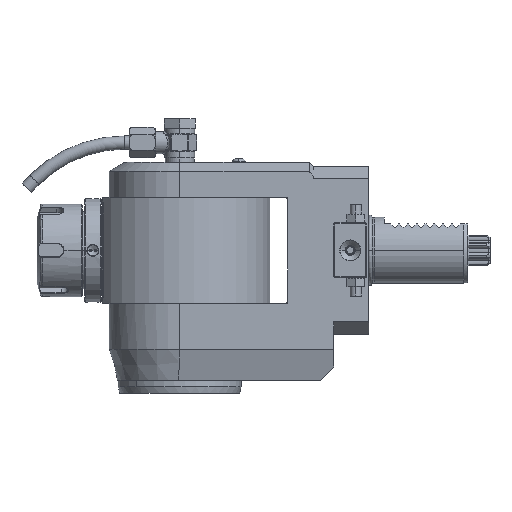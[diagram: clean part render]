
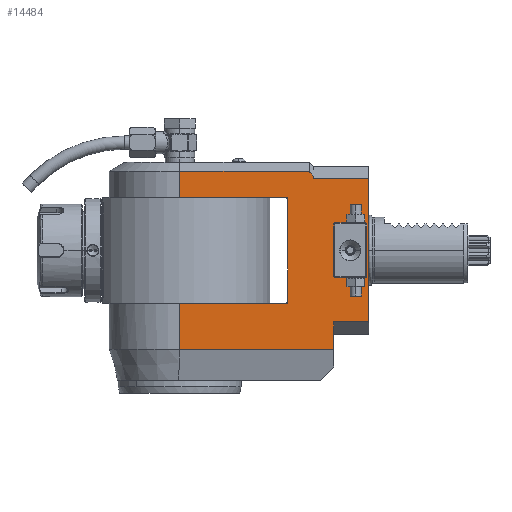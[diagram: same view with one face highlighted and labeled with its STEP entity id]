
A CAD part, left-side view. The second image highlights one B-rep face of the part: STEP entity #14484.
In plain terms, the highlighted planar face has unit normal (-1, 0, 0).
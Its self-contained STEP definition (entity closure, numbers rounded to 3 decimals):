
#161=DIRECTION('',(0.,1.,0.));
#162=VECTOR('',#161,0.433);
#163=CARTESIAN_POINT('',(-32.,-59.433,35.459));
#164=LINE('',#163,#162);
#165=DIRECTION('',(0.,0.655,0.756));
#166=VECTOR('',#165,2.394);
#167=CARTESIAN_POINT('',(-32.,-61.,33.649));
#168=LINE('',#167,#166);
#169=DIRECTION('',(0.,-1.,0.));
#170=VECTOR('',#169,25.);
#171=CARTESIAN_POINT('',(-32.,-61.,32.515));
#172=LINE('',#171,#170);
#173=DIRECTION('',(0.,-1.,0.));
#174=VECTOR('',#173,16.);
#175=CARTESIAN_POINT('',(-32.,-70.,-32.515));
#176=LINE('',#175,#174);
#177=DIRECTION('',(0.,1.,0.));
#178=VECTOR('',#177,23.368);
#179=CARTESIAN_POINT('',(-32.,-49.,24.));
#180=LINE('',#179,#178);
#181=DIRECTION('',(0.,0.,1.));
#182=VECTOR('',#181,24.);
#183=CARTESIAN_POINT('',(-32.,-85.,-12.));
#184=LINE('',#183,#182);
#185=DIRECTION('',(0.,-0.707,-0.707));
#186=VECTOR('',#185,0.707);
#187=CARTESIAN_POINT('',(-32.,-84.5,12.5));
#188=LINE('',#187,#186);
#189=DIRECTION('',(0.,1.,0.));
#190=VECTOR('',#189,14.);
#191=CARTESIAN_POINT('',(-32.,-84.5,12.5));
#192=LINE('',#191,#190);
#193=DIRECTION('',(0.,-0.707,0.707));
#194=VECTOR('',#193,0.707);
#195=CARTESIAN_POINT('',(-32.,-70.,12.));
#196=LINE('',#195,#194);
#197=DIRECTION('',(0.,0.,-1.));
#198=VECTOR('',#197,24.);
#199=CARTESIAN_POINT('',(-32.,-70.,12.));
#200=LINE('',#199,#198);
#201=DIRECTION('',(0.,0.707,0.707));
#202=VECTOR('',#201,0.707);
#203=CARTESIAN_POINT('',(-32.,-70.5,-12.5));
#204=LINE('',#203,#202);
#205=DIRECTION('',(0.,-1.,0.));
#206=VECTOR('',#205,14.);
#207=CARTESIAN_POINT('',(-32.,-70.5,-12.5));
#208=LINE('',#207,#206);
#209=DIRECTION('',(0.,0.707,-0.707));
#210=VECTOR('',#209,0.707);
#211=CARTESIAN_POINT('',(-32.,-85.,-12.));
#212=LINE('',#211,#210);
#217=DIRECTION('',(0.,0.,-1.));
#218=VECTOR('',#217,11.959);
#219=CARTESIAN_POINT('',(-32.,0.,35.959));
#220=LINE('',#219,#218);
#286=DIRECTION('',(0.,1.,0.));
#287=VECTOR('',#286,59.);
#288=CARTESIAN_POINT('',(-32.,-59.,35.959));
#289=LINE('',#288,#287);
#310=DIRECTION('',(0.,0.,1.));
#311=VECTOR('',#310,0.5);
#312=CARTESIAN_POINT('',(-32.,-59.,35.459));
#313=LINE('',#312,#311);
#350=DIRECTION('',(0.,0.,-1.));
#351=VECTOR('',#350,65.03);
#352=CARTESIAN_POINT('',(-32.,-86.,32.515));
#353=LINE('',#352,#351);
#534=DIRECTION('',(0.,0.,1.));
#535=VECTOR('',#534,1.134);
#536=CARTESIAN_POINT('',(-32.,-61.,32.515));
#537=LINE('',#536,#535);
#570=DIRECTION('',(0.,0.,1.));
#571=VECTOR('',#570,12.485);
#572=CARTESIAN_POINT('',(-32.,-70.,-45.));
#573=LINE('',#572,#571);
#590=DIRECTION('',(0.,-1.,0.));
#591=VECTOR('',#590,70.);
#592=CARTESIAN_POINT('',(-32.,0.,
-45.));
#593=LINE('',#592,#591);
#649=DIRECTION('',(0.,0.,-1.));
#650=VECTOR('',#649,21.);
#651=CARTESIAN_POINT('',(-32.,0.,-24.));
#652=LINE('',#651,#650);
#653=CARTESIAN_POINT('',(-32.,0.,-45.001));
#777=DIRECTION('',(0.,1.,0.));
#778=VECTOR('',#777,25.632);
#779=CARTESIAN_POINT('',(-32.,-25.632,-24.));
#780=LINE('',#779,#778);
#803=DIRECTION('',(0.,1.,0.));
#804=VECTOR('',#803,23.368);
#805=CARTESIAN_POINT('',(-32.,-49.,-24.));
#806=LINE('',#805,#804);
#815=DIRECTION('',(0.,0.,-1.));
#816=VECTOR('',#815,48.);
#817=CARTESIAN_POINT('',(-32.,-49.,24.));
#818=LINE('',#817,#816);
#1249=DIRECTION('',(0.,-1.,0.));
#1250=VECTOR('',#1249,25.632);
#1251=CARTESIAN_POINT('',(-32.,0.,24.));
#1252=LINE('',#1251,#1250);
#12917=CARTESIAN_POINT('',(-32.,-61.,33.649));
#12918=CARTESIAN_POINT('',(-32.,-59.433,35.459));
#12919=VERTEX_POINT('',#12917);
#12920=VERTEX_POINT('',#12918);
#13535=CARTESIAN_POINT('',(-32.,-85.,-12.));
#13536=CARTESIAN_POINT('',(-32.,-85.,12.));
#13537=VERTEX_POINT('',#13535);
#13538=VERTEX_POINT('',#13536);
#13539=CARTESIAN_POINT('',(-32.,-84.5,12.5));
#13540=CARTESIAN_POINT('',(-32.,-70.5,12.5));
#13541=VERTEX_POINT('',#13539);
#13542=VERTEX_POINT('',#13540);
#13543=CARTESIAN_POINT('',(-32.,-70.,12.));
#13544=CARTESIAN_POINT('',(-32.,-70.,-12.));
#13545=VERTEX_POINT('',#13543);
#13546=VERTEX_POINT('',#13544);
#13547=CARTESIAN_POINT('',(-32.,-70.5,-12.5));
#13548=CARTESIAN_POINT('',(-32.,-84.5,-12.5));
#13549=VERTEX_POINT('',#13547);
#13550=VERTEX_POINT('',#13548);
#14044=CARTESIAN_POINT('',(-32.,-86.,32.515));
#14046=VERTEX_POINT('',#14044);
#14051=CARTESIAN_POINT('',(-32.,-49.,24.));
#14052=CARTESIAN_POINT('',(-32.,-49.,-24.));
#14053=VERTEX_POINT('',#14051);
#14054=VERTEX_POINT('',#14052);
#14067=CARTESIAN_POINT('',(-32.,-25.632,-24.));
#14068=VERTEX_POINT('',#14067);
#14071=CARTESIAN_POINT('',(-32.,-25.632,24.));
#14072=VERTEX_POINT('',#14071);
#14083=CARTESIAN_POINT('',(-32.,-70.,-45.));
#14085=VERTEX_POINT('',#14083);
#14091=CARTESIAN_POINT('',(-32.,-86.,-32.515));
#14092=VERTEX_POINT('',#14091);
#14097=CARTESIAN_POINT('',(-32.,-70.,-32.515));
#14098=VERTEX_POINT('',#14097);
#14103=CARTESIAN_POINT('',(-32.,-59.,35.959));
#14104=CARTESIAN_POINT('',(-32.,0.,
35.959));
#14105=VERTEX_POINT('',#14103);
#14106=VERTEX_POINT('',#14104);
#14115=VERTEX_POINT('',#653);
#14133=CARTESIAN_POINT('',(-32.,-59.,35.459));
#14135=VERTEX_POINT('',#14133);
#14275=CARTESIAN_POINT('',(-32.,-61.,32.515));
#14276=VERTEX_POINT('',#14275);
#14281=CARTESIAN_POINT('',(-32.,0.,-24.));
#14282=VERTEX_POINT('',#14281);
#14284=CARTESIAN_POINT('',(-32.,0.,24.));
#14286=VERTEX_POINT('',#14284);
#14427=CARTESIAN_POINT('',(-32.,0.,-59.));
#14428=DIRECTION('',(-1.,0.,0.));
#14429=DIRECTION('',(0.,-1.,0.));
#14430=AXIS2_PLACEMENT_3D('',#14427,#14428,#14429);
#14431=PLANE('',#14430);
#14433=ORIENTED_EDGE('',*,*,#14432,.F.);
#14435=ORIENTED_EDGE('',*,*,#14434,.F.);
#14437=ORIENTED_EDGE('',*,*,#14436,.F.);
#14439=ORIENTED_EDGE('',*,*,#14438,.F.);
#14441=ORIENTED_EDGE('',*,*,#14440,.F.);
#14443=ORIENTED_EDGE('',*,*,#14442,.F.);
#14445=ORIENTED_EDGE('',*,*,#14444,.T.);
#14447=ORIENTED_EDGE('',*,*,#14446,.T.);
#14449=ORIENTED_EDGE('',*,*,#14448,.F.);
#14451=ORIENTED_EDGE('',*,*,#14450,.F.);
#14453=ORIENTED_EDGE('',*,*,#14452,.F.);
#14455=ORIENTED_EDGE('',*,*,#14454,.F.);
#14457=ORIENTED_EDGE('',*,*,#14456,.F.);
#14459=ORIENTED_EDGE('',*,*,#14458,.F.);
#14461=ORIENTED_EDGE('',*,*,#14460,.F.);
#14463=ORIENTED_EDGE('',*,*,#14462,.T.);
#14465=ORIENTED_EDGE('',*,*,#14464,.F.);
#14466=EDGE_LOOP('',(#14433,#14435,#14437,#14439,#14441,#14443,#14445,#14447,
#14449,#14451,#14453,#14455,#14457,#14459,#14461,#14463,#14465));
#14467=FACE_OUTER_BOUND('',#14466,.F.);
#14469=ORIENTED_EDGE('',*,*,#14468,.T.);
#14470=ORIENTED_EDGE('',*,*,#14415,.F.);
#14471=ORIENTED_EDGE('',*,*,#14400,.T.);
#14473=ORIENTED_EDGE('',*,*,#14472,.F.);
#14475=ORIENTED_EDGE('',*,*,#14474,.T.);
#14477=ORIENTED_EDGE('',*,*,#14476,.F.);
#14479=ORIENTED_EDGE('',*,*,#14478,.T.);
#14481=ORIENTED_EDGE('',*,*,#14480,.F.);
#14482=EDGE_LOOP('',(#14469,#14470,#14471,#14473,#14475,#14477,#14479,#14481));
#14483=FACE_BOUND('',#14482,.F.);
#14400=EDGE_CURVE('',#13541,#13542,#192,.T.);
#14415=EDGE_CURVE('',#13541,#13538,#188,.T.);
#14432=EDGE_CURVE('',#14106,#14286,#220,.T.);
#14434=EDGE_CURVE('',#14105,#14106,#289,.T.);
#14436=EDGE_CURVE('',#14135,#14105,#313,.T.);
#14438=EDGE_CURVE('',#12920,#14135,#164,.T.);
#14440=EDGE_CURVE('',#12919,#12920,#168,.T.);
#14442=EDGE_CURVE('',#14276,#12919,#537,.T.);
#14444=EDGE_CURVE('',#14276,#14046,#172,.T.);
#14446=EDGE_CURVE('',#14046,#14092,#353,.T.);
#14448=EDGE_CURVE('',#14098,#14092,#176,.T.);
#14450=EDGE_CURVE('',#14085,#14098,#573,.T.);
#14452=EDGE_CURVE('',#14115,#14085,#593,.T.);
#14454=EDGE_CURVE('',#14282,#14115,#652,.T.);
#14456=EDGE_CURVE('',#14068,#14282,#780,.T.);
#14458=EDGE_CURVE('',#14054,#14068,#806,.T.);
#14460=EDGE_CURVE('',#14053,#14054,#818,.T.);
#14462=EDGE_CURVE('',#14053,#14072,#180,.T.);
#14464=EDGE_CURVE('',#14286,#14072,#1252,.T.);
#14468=EDGE_CURVE('',#13537,#13538,#184,.T.);
#14472=EDGE_CURVE('',#13545,#13542,#196,.T.);
#14474=EDGE_CURVE('',#13545,#13546,#200,.T.);
#14476=EDGE_CURVE('',#13549,#13546,#204,.T.);
#14478=EDGE_CURVE('',#13549,#13550,#208,.T.);
#14480=EDGE_CURVE('',#13537,#13550,#212,.T.);
#14484=ADVANCED_FACE('',(#14467,#14483),#14431,.T.);
